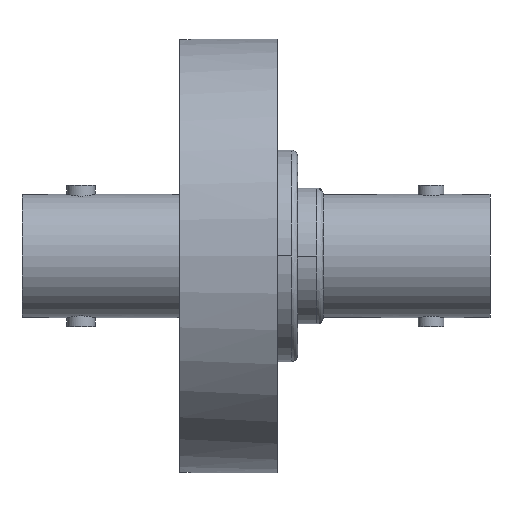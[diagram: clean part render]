
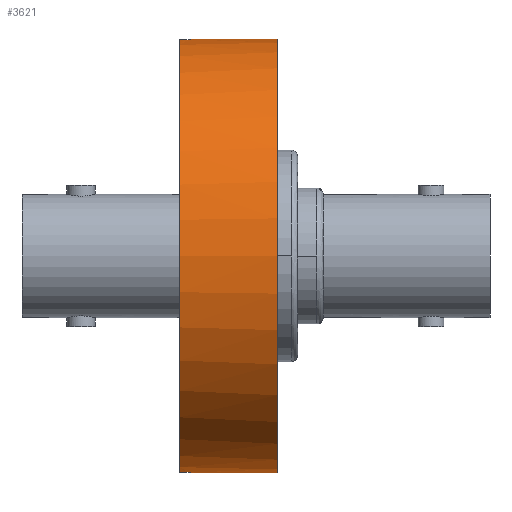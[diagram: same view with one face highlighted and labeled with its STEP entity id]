
A CAD part, left-side view. The second image highlights one B-rep face of the part: STEP entity #3621.
In plain terms, the highlighted cylindrical face has radius 16.9 mm (diameter 33.8 mm), a partial arc.
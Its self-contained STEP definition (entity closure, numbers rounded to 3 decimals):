
#173 = LINE ( 'NONE', #2947, #2802 ) ;
#181 = VERTEX_POINT ( 'NONE', #2782 ) ;
#263 = FACE_OUTER_BOUND ( 'NONE', #1361, .T. ) ;
#283 = CARTESIAN_POINT ( 'NONE',  ( -1., 0., -16.87 ) ) ;
#475 = CARTESIAN_POINT ( 'NONE',  ( 0., 0., 0. ) ) ;
#526 = LINE ( 'NONE', #1673, #1083 ) ;
#580 = CARTESIAN_POINT ( 'NONE',  ( -0.974, -0.262, -16.872 ) ) ;
#666 = EDGE_CURVE ( 'NONE', #181, #2661, #2238, .T. ) ;
#806 = CARTESIAN_POINT ( 'NONE',  ( 0., -1., 16.9 ) ) ;
#894 = CARTESIAN_POINT ( 'NONE',  ( -1., 0., 16.87 ) ) ;
#1038 = CARTESIAN_POINT ( 'NONE',  ( -0.799, -0.615, 16.881 ) ) ;
#1049 = EDGE_CURVE ( 'NONE', #3569, #2202, #2966, .T. ) ;
#1061 = DIRECTION ( 'NONE',  ( 0., 1., 0. ) ) ;
#1083 = VECTOR ( 'NONE', #1397, 1000. ) ;
#1147 = CARTESIAN_POINT ( 'NONE',  ( 0., -7.6, 16.9 ) ) ;
#1206 = EDGE_CURVE ( 'NONE', #2202, #1276, #526, .T. ) ;
#1276 = VERTEX_POINT ( 'NONE', #3317 ) ;
#1345 = ORIENTED_EDGE ( 'NONE', *, *, #2100, .F. ) ;
#1359 = CARTESIAN_POINT ( 'NONE',  ( -0.615, -0.8, 16.889 ) ) ;
#1361 = EDGE_LOOP ( 'NONE', ( #2085, #1611, #1601, #1370, #1345, #1425 ) ) ;
#1370 = ORIENTED_EDGE ( 'NONE', *, *, #2357, .F. ) ;
#1378 = DIRECTION ( 'NONE',  ( 0., 0., 1. ) ) ;
#1397 = DIRECTION ( 'NONE',  ( 0., 1., 0. ) ) ;
#1425 = ORIENTED_EDGE ( 'NONE', *, *, #666, .T. ) ;
#1459 = CIRCLE ( 'NONE', #2431, 16.9 ) ;
#1601 = ORIENTED_EDGE ( 'NONE', *, *, #1206, .T. ) ;
#1611 = ORIENTED_EDGE ( 'NONE', *, *, #1049, .T. ) ;
#1673 = CARTESIAN_POINT ( 'NONE',  ( 0., -7.6, 16.9 ) ) ;
#1720 = CARTESIAN_POINT ( 'NONE',  ( -1., -0.132, -16.87 ) ) ;
#1783 = CARTESIAN_POINT ( 'NONE',  ( -0.799, -0.615, -16.881 ) ) ;
#1844 = DIRECTION ( 'NONE',  ( 0., 1., 0. ) ) ;
#1931 = DIRECTION ( 'NONE',  ( 0., 0., 1. ) ) ;
#2008 = CARTESIAN_POINT ( 'NONE',  ( -0.873, -0.504, -16.877 ) ) ;
#2022 = CARTESIAN_POINT ( 'NONE',  ( -0.615, -0.8, -16.889 ) ) ;
#2085 = ORIENTED_EDGE ( 'NONE', *, *, #3496, .F. ) ;
#2100 = EDGE_CURVE ( 'NONE', #181, #2836, #1459, .T. ) ;
#2106 = DIRECTION ( 'NONE',  ( 0., 0., 1. ) ) ;
#2114 = CARTESIAN_POINT ( 'NONE',  ( 0., -7.6, -16.9 ) ) ;
#2177 = CARTESIAN_POINT ( 'NONE',  ( -1., -0.132, 16.87 ) ) ;
#2202 = VERTEX_POINT ( 'NONE', #1147 ) ;
#2207 = CARTESIAN_POINT ( 'NONE',  ( -0.974, -0.262, 16.872 ) ) ;
#2238 = B_SPLINE_CURVE_WITH_KNOTS ( 'NONE', 3,
 ( #283, #1720, #580, #2008, #1783, #2022, #3374, #3416, #3435, #3102 ),
 .UNSPECIFIED., .F., .F.,
 ( 4, 2, 2, 2, 4 ),
 ( 0., 0., 0.001, 0.001, 0.002 ),
 .UNSPECIFIED. ) ;
#2357 = EDGE_CURVE ( 'NONE', #2836, #1276, #3417, .T. ) ;
#2431 = AXIS2_PLACEMENT_3D ( 'NONE', #475, #3073, #1378 ) ;
#2476 = CARTESIAN_POINT ( 'NONE',  ( -0.503, -0.874, 16.893 ) ) ;
#2661 = VERTEX_POINT ( 'NONE', #3600 ) ;
#2782 = CARTESIAN_POINT ( 'NONE',  ( -1., 0., -16.87 ) ) ;
#2802 = VECTOR ( 'NONE', #2965, 1000. ) ;
#2836 = VERTEX_POINT ( 'NONE', #894 ) ;
#2916 = AXIS2_PLACEMENT_3D ( 'NONE', #3009, #1061, #1931 ) ;
#2947 = CARTESIAN_POINT ( 'NONE',  ( 0., -7.6, -16.9 ) ) ;
#2965 = DIRECTION ( 'NONE',  ( 0., 1., 0. ) ) ;
#2966 = CIRCLE ( 'NONE', #3325, 16.9 ) ;
#3009 = CARTESIAN_POINT ( 'NONE',  ( 0., -7.6, 0. ) ) ;
#3047 = CYLINDRICAL_SURFACE ( 'NONE', #2916, 16.9 ) ;
#3073 = DIRECTION ( 'NONE',  ( 0., 1., 0. ) ) ;
#3102 = CARTESIAN_POINT ( 'NONE',  ( 0., -1., -16.9 ) ) ;
#3317 = CARTESIAN_POINT ( 'NONE',  ( 0., -1., 16.9 ) ) ;
#3325 = AXIS2_PLACEMENT_3D ( 'NONE', #3567, #1844, #2106 ) ;
#3332 = CARTESIAN_POINT ( 'NONE',  ( -0.131, -1., 16.9 ) ) ;
#3348 = CARTESIAN_POINT ( 'NONE',  ( -0.262, -0.974, 16.898 ) ) ;
#3374 = CARTESIAN_POINT ( 'NONE',  ( -0.503, -0.874, -16.893 ) ) ;
#3416 = CARTESIAN_POINT ( 'NONE',  ( -0.262, -0.974, -16.898 ) ) ;
#3417 = B_SPLINE_CURVE_WITH_KNOTS ( 'NONE', 3,
 ( #3622, #2177, #2207, #3584, #1038, #1359, #2476, #3348, #3332, #806 ),
 .UNSPECIFIED., .F., .F.,
 ( 4, 2, 2, 2, 4 ),
 ( 0., 0., 0.001, 0.001, 0.002 ),
 .UNSPECIFIED. ) ;
#3435 = CARTESIAN_POINT ( 'NONE',  ( -0.131, -1., -16.9 ) ) ;
#3496 = EDGE_CURVE ( 'NONE', #3569, #2661, #173, .T. ) ;
#3567 = CARTESIAN_POINT ( 'NONE',  ( 0., -7.6, 0. ) ) ;
#3569 = VERTEX_POINT ( 'NONE', #2114 ) ;
#3584 = CARTESIAN_POINT ( 'NONE',  ( -0.873, -0.504, 16.877 ) ) ;
#3600 = CARTESIAN_POINT ( 'NONE',  ( 0., -1., -16.9 ) ) ;
#3621 = ADVANCED_FACE ( 'NONE', ( #263 ), #3047, .T. ) ;
#3622 = CARTESIAN_POINT ( 'NONE',  ( -1., 0., 16.87 ) ) ;
